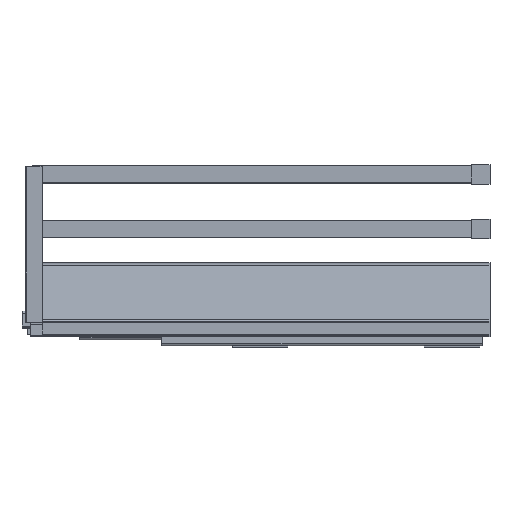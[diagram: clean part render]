
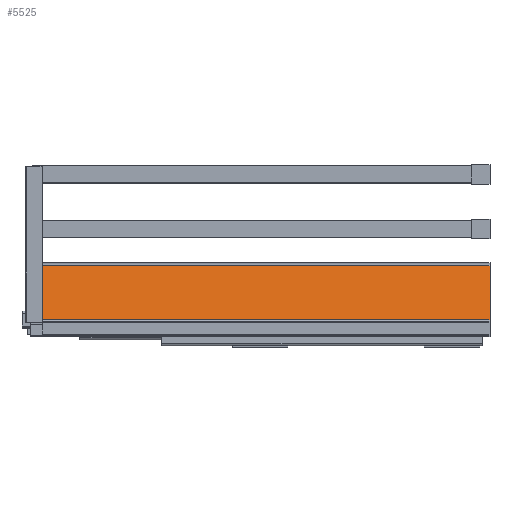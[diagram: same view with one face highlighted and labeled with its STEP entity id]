
A CAD part, top view. The second image highlights one B-rep face of the part: STEP entity #5525.
In plain terms, the highlighted planar face has unit normal (0, 0.208, 0.978).
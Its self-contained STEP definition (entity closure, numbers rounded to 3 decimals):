
#187 = ORIENTED_EDGE ( 'NONE', *, *, #11109, .T. ) ;
#684 = CARTESIAN_POINT ( 'NONE',  ( -525.5, 80.422, 21.003 ) ) ;
#790 = CARTESIAN_POINT ( 'NONE',  ( -525.5, 17.084, 34.466 ) ) ;
#1206 = VERTEX_POINT ( 'NONE', #4408 ) ;
#1564 = CARTESIAN_POINT ( 'NONE',  ( -542., 80.422, 21.003 ) ) ;
#1851 = VECTOR ( 'NONE', #2861, 1000. ) ;
#2861 = DIRECTION ( 'NONE',  ( 1., 0., 0. ) ) ;
#3330 = FACE_OUTER_BOUND ( 'NONE', #9333, .T. ) ;
#3716 = CARTESIAN_POINT ( 'NONE',  ( 0., 17.084, 34.466 ) ) ;
#4005 = EDGE_CURVE ( 'NONE', #4859, #5277, #9642, .T. ) ;
#4408 = CARTESIAN_POINT ( 'NONE',  ( 0., 17.084, 34.466 ) ) ;
#4667 = EDGE_CURVE ( 'NONE', #5277, #1206, #5072, .T. ) ;
#4761 = CARTESIAN_POINT ( 'NONE',  ( -525.5, 80.422, 21.003 ) ) ;
#4820 = CARTESIAN_POINT ( 'NONE',  ( -542., 80.422, 21.003 ) ) ;
#4859 = VERTEX_POINT ( 'NONE', #684 ) ;
#4921 = ORIENTED_EDGE ( 'NONE', *, *, #4005, .F. ) ;
#5072 = LINE ( 'NONE', #9047, #7559 ) ;
#5277 = VERTEX_POINT ( 'NONE', #9698 ) ;
#5525 = ADVANCED_FACE ( 'NONE', ( #3330 ), #12175, .T. ) ;
#6450 = DIRECTION ( 'NONE',  ( 0., 0.208, 0.978 ) ) ;
#7260 = DIRECTION ( 'NONE',  ( 0., -0.978, 0.208 ) ) ;
#7559 = VECTOR ( 'NONE', #7260, 1000. ) ;
#8349 = DIRECTION ( 'NONE',  ( 0., -0.978, 0.208 ) ) ;
#8632 = ORIENTED_EDGE ( 'NONE', *, *, #4667, .F. ) ;
#9047 = CARTESIAN_POINT ( 'NONE',  ( 0., 80.422, 21.003 ) ) ;
#9333 = EDGE_LOOP ( 'NONE', ( #4921, #10089, #187, #8632 ) ) ;
#9434 = EDGE_CURVE ( 'NONE', #4859, #9567, #10636, .T. ) ;
#9567 = VERTEX_POINT ( 'NONE', #790 ) ;
#9642 = LINE ( 'NONE', #4820, #10237 ) ;
#9698 = CARTESIAN_POINT ( 'NONE',  ( 0., 80.422, 21.003 ) ) ;
#9821 = AXIS2_PLACEMENT_3D ( 'NONE', #1564, #6450, #8349 ) ;
#9844 = DIRECTION ( 'NONE',  ( 0., -0.978, 0.208 ) ) ;
#10089 = ORIENTED_EDGE ( 'NONE', *, *, #9434, .T. ) ;
#10237 = VECTOR ( 'NONE', #10751, 1000. ) ;
#10348 = LINE ( 'NONE', #3716, #1851 ) ;
#10636 = LINE ( 'NONE', #4761, #12713 ) ;
#10751 = DIRECTION ( 'NONE',  ( 1., 0., 0. ) ) ;
#11109 = EDGE_CURVE ( 'NONE', #9567, #1206, #10348, .T. ) ;
#12175 = PLANE ( 'NONE',  #9821 ) ;
#12713 = VECTOR ( 'NONE', #9844, 1000. ) ;
